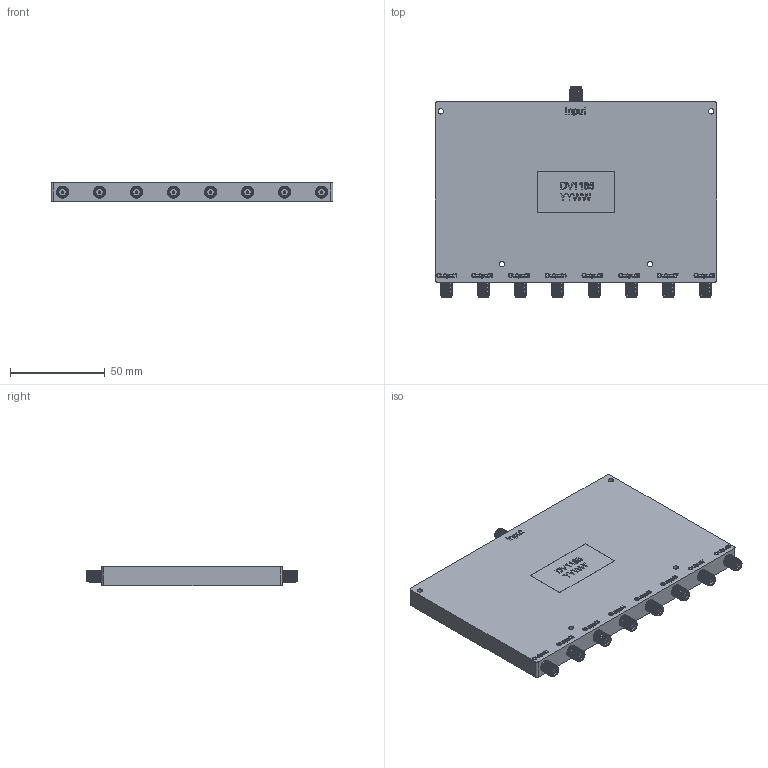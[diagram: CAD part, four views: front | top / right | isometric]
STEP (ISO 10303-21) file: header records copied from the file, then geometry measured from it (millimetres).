
FILE_DESCRIPTION (( 'STEP AP214' ), '1' );
FILE_NAME ('FMDV1185_3D.step', '2023-03-08T23:04:32', ( '' ), ( '' ), 'SwSTEP 2.0', 'SolidWorks 2022', '' );
FILE_SCHEMA (( 'AUTOMOTIVE_DESIGN' ));
Length unit declared in the file: inch
Products named in the file (1): FMDV1185_3D
Bounding box: 148.5 x 110.75 x 10.08 mm (x, y, z)
Volume: 142474.3 mm3; surface area: 35920.3 mm2
Topology: 1 solids, 1 shells, 1440 faces, 3864 edges, 2558 vertices
Faces by surface type: plane 652, bspline 461, cylinder 264, cone 63
Entity records: 80964 total; most frequent: CARTESIAN_POINT 49053, ORIENTED_EDGE 7728, DIRECTION 4710, EDGE_CURVE 3864, VERTEX_POINT 2558, LINE 2306, VECTOR 2306, EDGE_LOOP 1580
